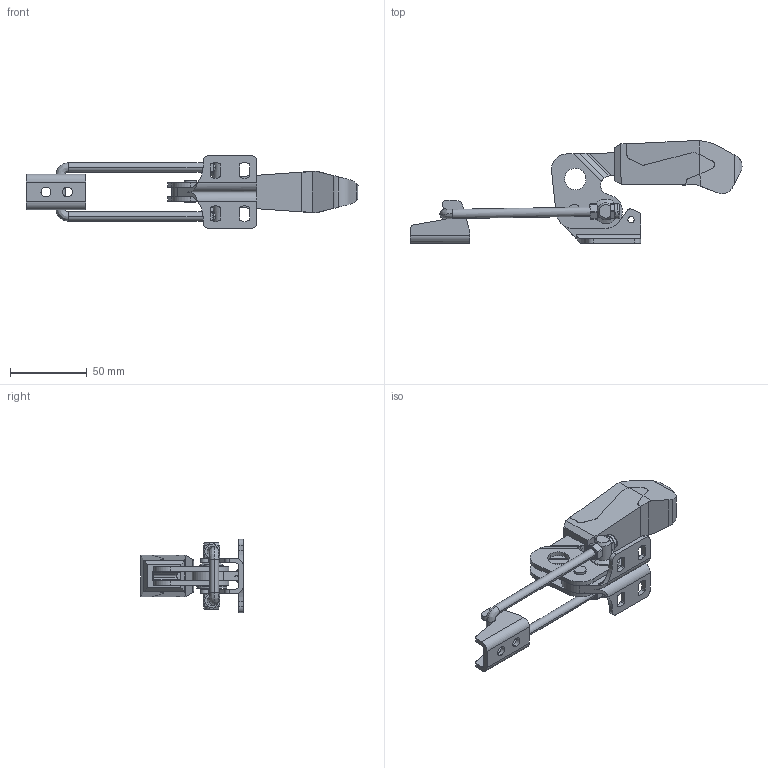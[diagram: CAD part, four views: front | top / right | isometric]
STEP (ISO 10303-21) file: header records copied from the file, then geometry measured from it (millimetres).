
FILE_DESCRIPTION (( 'STEP AP214' ), '1' );
FILE_NAME ('500231', '2019-01-31T12:08:52', ( '' ), ('JUGARD+KÜNSTNER GmbH'), 'SwSTEP 2.0', 'SolidWorks 2017', '' );
FILE_SCHEMA (( 'AUTOMOTIVE_DESIGN' ));
Length unit declared in the file: millimetre
Products named in the file (5): Kopie von Gegenhalter_2^500231; Kopie von 500231^500231; Kopie von B_X2_00FC_X0_gel_2^500231; 500231_CNAJF00; Kopie von Fuss_2^500231
Assembly tree (4 placements, depth 2):
  500231_CNAJF00
    Kopie von 500231^500231
    Kopie von Fuss_2^500231
    Kopie von B_X2_00FC_X0_gel_2^500231
    Kopie von Gegenhalter_2^500231
Bounding box: 216.45 x 66.93 x 48 mm (x, y, z)
Volume: 87289.1 mm3; surface area: 34868.6 mm2
Topology: 4 solids, 4 shells, 362 faces, 1007 edges, 667 vertices
Faces by surface type: cylinder 177, plane 142, cone 31, bspline 12
Entity records: 12747 total; most frequent: CARTESIAN_POINT 2947, ORIENTED_EDGE 2014, DIRECTION 1935, EDGE_CURVE 1007, AXIS2_PLACEMENT_3D 723, VERTEX_POINT 667, VECTOR 489, LINE 489
